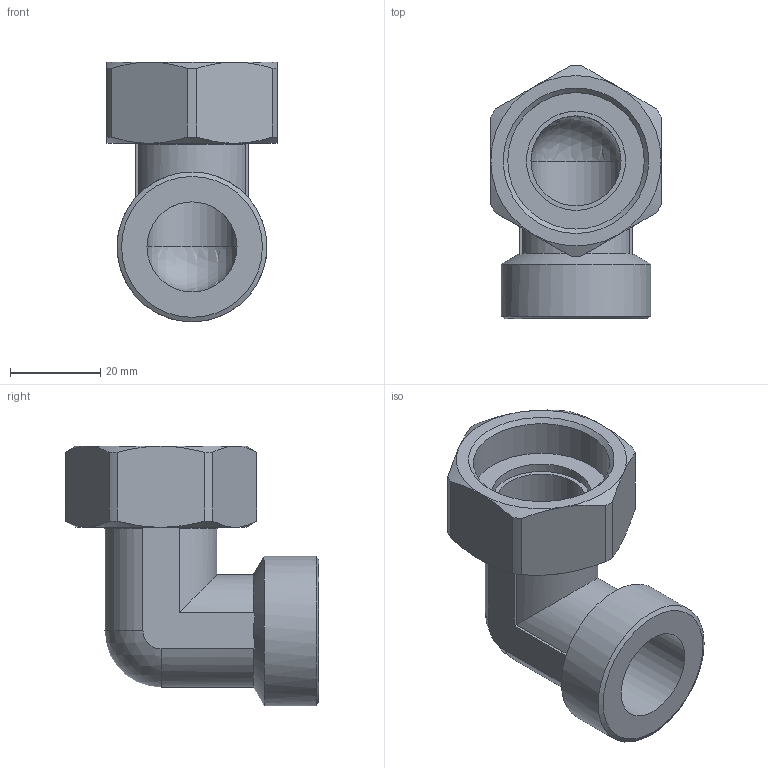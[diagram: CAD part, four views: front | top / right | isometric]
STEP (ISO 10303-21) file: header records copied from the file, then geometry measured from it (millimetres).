
FILE_DESCRIPTION(/* description */ ('Unknown','CAx-IF Rec.Pracs.---Representation and Presentation of Product Manufacturing Information (PMI)---4.0---2014-10-13','CAx-IF Rec.Pracs.---3D Tessellated Geometry---0.4---2014-09-14','2;1'),/* implementation_level */ '2;1');
FILE_NAME(/* name */ '98708714-66-30',/* time_stamp */ '2023-11-30T09:37:44+01:00',/* author */ ('Unknown'),/* organization */ ('Unknown'),/* preprocessor_version */ 'ST-DEVELOPER v18.102',/* originating_system */ 'Solid Edge',/* authorisation */ 'Unknown');
FILE_SCHEMA (('AP242_MANAGED_MODEL_BASED_3D_ENGINEERING_MIM_LF { 1 0 10303 442 1 1 4 }'));
Length unit declared in the file: millimetre
Products named in the file (4): 98708714_AG 1x 1 郻M; 97000077-1; _berwurfmutter.1; 98708714_AG 1x 1 郻M - Bogen
Assembly tree (3 placements, depth 2):
  98708714_AG 1x 1 郻M
    97000077-1
    _berwurfmutter.1
    98708714_AG 1x 1 郻M - Bogen
Bounding box: 37.8 x 56.25 x 57.62 mm (x, y, z)
Volume: 26964.4 mm3; surface area: 16766.9 mm2
Topology: 3 solids, 3 shells, 69 faces, 169 edges, 103 vertices
Faces by surface type: plane 26, cylinder 22, cone 19, sphere 2
Full cylindrical faces by diameter (mm): 20 x2, 22 x1, 28 x1, 30.2 x1, 30.291 x2, 30.3 x1, 32.3 x1, 33.249 x1
Entity records: 3048 total; most frequent: CARTESIAN_POINT 1254, DIRECTION 316, ORIENTED_EDGE 280, EDGE_CURVE 140, AXIS2_PLACEMENT_3D 138, VERTEX_POINT 94, EDGE_LOOP 92, FACE_BOUND 92
